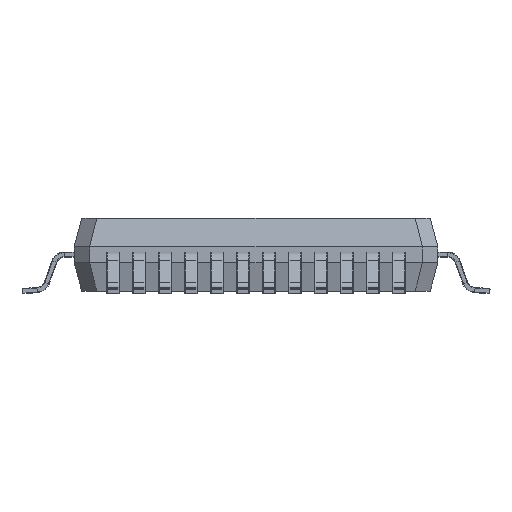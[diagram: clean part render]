
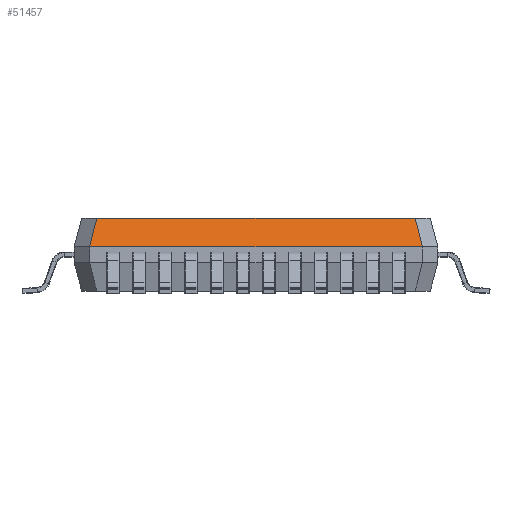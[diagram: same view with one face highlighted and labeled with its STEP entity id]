
A CAD part, left-side view. The second image highlights one B-rep face of the part: STEP entity #51457.
In plain terms, the highlighted planar face has unit normal (-0.966, 0, 0.259).
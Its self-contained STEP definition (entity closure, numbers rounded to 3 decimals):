
#2397 = LINE ( 'NONE', #33062, #110565 ) ;
#4012 = VERTEX_POINT ( 'NONE', #107544 ) ;
#5587 = CARTESIAN_POINT ( 'NONE',  ( -3.5, 2.917, 0.9 ) ) ;
#13409 = LINE ( 'NONE', #50920, #72917 ) ;
#16741 = ORIENTED_EDGE ( 'NONE', *, *, #21586, .F. ) ;
#20545 = VERTEX_POINT ( 'NONE', #121260 ) ;
#21586 = EDGE_CURVE ( 'NONE', #31927, #4012, #2397, .T. ) ;
#24664 = LINE ( 'NONE', #5587, #44378 ) ;
#31927 = VERTEX_POINT ( 'NONE', #67856 ) ;
#32532 = FACE_OUTER_BOUND ( 'NONE', #86519, .T. ) ;
#33062 = CARTESIAN_POINT ( 'NONE',  ( -3.352, 3.064, 1.453 ) ) ;
#40385 = EDGE_CURVE ( 'NONE', #20545, #102872, #55115, .T. ) ;
#42282 = DIRECTION ( 'NONE',  ( 0.252, -0.232, 0.94 ) ) ;
#44378 = VECTOR ( 'NONE', #71830, 1000. ) ;
#50397 = CARTESIAN_POINT ( 'NONE',  ( -3.353, 0., 1.45 ) ) ;
#50920 = CARTESIAN_POINT ( 'NONE',  ( -3.353, -2.917, 1.45 ) ) ;
#51457 = ADVANCED_FACE ( 'NONE', ( #32532 ), #106817, .T. ) ;
#55115 = LINE ( 'NONE', #109809, #57157 ) ;
#56622 = EDGE_CURVE ( 'NONE', #102872, #31927, #24664, .T. ) ;
#57157 = VECTOR ( 'NONE', #80896, 1000. ) ;
#61418 = DIRECTION ( 'NONE',  ( -0.966, 0., 0.259 ) ) ;
#67856 = CARTESIAN_POINT ( 'NONE',  ( -3.5, 3.2, 0.9 ) ) ;
#68057 = DIRECTION ( 'NONE',  ( 0., -1., 0. ) ) ;
#71830 = DIRECTION ( 'NONE',  ( 0., 1., 0. ) ) ;
#72917 = VECTOR ( 'NONE', #68057, 1000. ) ;
#76909 = ORIENTED_EDGE ( 'NONE', *, *, #113073, .F. ) ;
#80896 = DIRECTION ( 'NONE',  ( -0.252, -0.232, -0.94 ) ) ;
#86519 = EDGE_LOOP ( 'NONE', ( #16741, #109220, #112415, #76909 ) ) ;
#87880 = AXIS2_PLACEMENT_3D ( 'NONE', #50397, #61418, #98801 ) ;
#98801 = DIRECTION ( 'NONE',  ( 0., 1., 0. ) ) ;
#101814 = CARTESIAN_POINT ( 'NONE',  ( -3.5, -3.2, 0.9 ) ) ;
#102872 = VERTEX_POINT ( 'NONE', #101814 ) ;
#106817 = PLANE ( 'NONE',  #87880 ) ;
#107544 = CARTESIAN_POINT ( 'NONE',  ( -3.353, 3.064, 1.45 ) ) ;
#109220 = ORIENTED_EDGE ( 'NONE', *, *, #56622, .F. ) ;
#109809 = CARTESIAN_POINT ( 'NONE',  ( -3.352, -3.064, 1.453 ) ) ;
#110565 = VECTOR ( 'NONE', #42282, 1000. ) ;
#112415 = ORIENTED_EDGE ( 'NONE', *, *, #40385, .F. ) ;
#113073 = EDGE_CURVE ( 'NONE', #4012, #20545, #13409, .T. ) ;
#121260 = CARTESIAN_POINT ( 'NONE',  ( -3.353, -3.064, 1.45 ) ) ;
